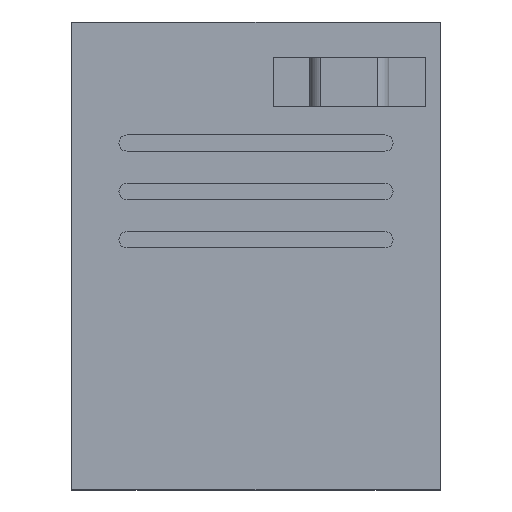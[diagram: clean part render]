
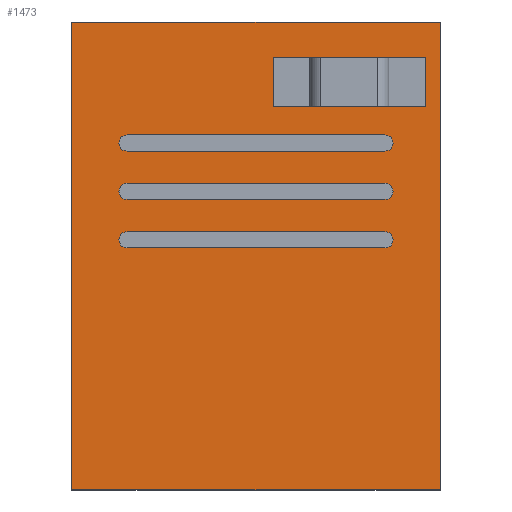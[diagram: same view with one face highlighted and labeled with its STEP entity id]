
A CAD part, front view. The second image highlights one B-rep face of the part: STEP entity #1473.
In plain terms, the highlighted planar face has unit normal (0, -1, 0).
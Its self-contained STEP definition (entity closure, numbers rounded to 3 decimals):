
#692=AXIS2_PLACEMENT_3D('Circle Axis2P3D',#690,#691,$) ;
#740=AXIS2_PLACEMENT_3D('Circle Axis2P3D',#738,#739,$) ;
#1338=AXIS2_PLACEMENT_3D('Plane Axis2P3D',#1335,#1336,#1337) ;
#1407=AXIS2_PLACEMENT_3D('Circle Axis2P3D',#1405,#1406,$) ;
#1423=AXIS2_PLACEMENT_3D('Circle Axis2P3D',#1421,#1422,$) ;
#1441=AXIS2_PLACEMENT_3D('Circle Axis2P3D',#1439,#1440,$) ;
#1457=AXIS2_PLACEMENT_3D('Circle Axis2P3D',#1455,#1456,$) ;
#444=CARTESIAN_POINT('Vertex',(22.86,0.,0.)) ;
#447=CARTESIAN_POINT('Line Origine',(11.43,0.,0.)) ;
#451=CARTESIAN_POINT('Vertex',(0.,0.,0.)) ;
#663=CARTESIAN_POINT('Vertex',(19.422,0.,16.)) ;
#666=CARTESIAN_POINT('Line Origine',(11.43,0.,16.)) ;
#670=CARTESIAN_POINT('Vertex',(3.438,0.,16.)) ;
#690=CARTESIAN_POINT('Axis2P3D Location',(3.438,0.,15.5)) ;
#694=CARTESIAN_POINT('Vertex',(3.438,0.,15.)) ;
#714=CARTESIAN_POINT('Line Origine',(11.43,0.,15.)) ;
#718=CARTESIAN_POINT('Vertex',(19.422,0.,15.)) ;
#738=CARTESIAN_POINT('Axis2P3D Location',(19.422,0.,15.5)) ;
#1335=CARTESIAN_POINT('Axis2P3D Location',(0.,0.,29.)) ;
#1340=CARTESIAN_POINT('Line Origine',(22.86,0.,14.5)) ;
#1344=CARTESIAN_POINT('Vertex',(22.86,0.,29.)) ;
#1347=CARTESIAN_POINT('Line Origine',(11.43,0.,29.)) ;
#1351=CARTESIAN_POINT('Vertex',(0.,0.,29.)) ;
#1354=CARTESIAN_POINT('Line Origine',(0.,0.,14.5)) ;
#1371=CARTESIAN_POINT('Line Origine',(17.205,0.,23.75)) ;
#1375=CARTESIAN_POINT('Vertex',(12.49,0.,23.75)) ;
#1377=CARTESIAN_POINT('Vertex',(21.92,0.,23.75)) ;
#1380=CARTESIAN_POINT('Line Origine',(12.49,0.,25.275)) ;
#1384=CARTESIAN_POINT('Vertex',(12.49,0.,26.8)) ;
#1387=CARTESIAN_POINT('Line Origine',(17.205,0.,26.8)) ;
#1391=CARTESIAN_POINT('Vertex',(21.92,0.,26.8)) ;
#1394=CARTESIAN_POINT('Line Origine',(21.92,0.,25.275)) ;
#1405=CARTESIAN_POINT('Axis2P3D Location',(19.422,0.,18.5)) ;
#1409=CARTESIAN_POINT('Vertex',(19.422,0.,18.)) ;
#1411=CARTESIAN_POINT('Vertex',(19.422,0.,19.)) ;
#1414=CARTESIAN_POINT('Line Origine',(11.43,0.,18.)) ;
#1418=CARTESIAN_POINT('Vertex',(3.438,0.,18.)) ;
#1421=CARTESIAN_POINT('Axis2P3D Location',(3.438,0.,18.5)) ;
#1425=CARTESIAN_POINT('Vertex',(3.438,0.,19.)) ;
#1428=CARTESIAN_POINT('Line Origine',(11.43,0.,19.)) ;
#1439=CARTESIAN_POINT('Axis2P3D Location',(19.422,0.,21.5)) ;
#1443=CARTESIAN_POINT('Vertex',(19.422,0.,21.)) ;
#1445=CARTESIAN_POINT('Vertex',(19.422,0.,22.)) ;
#1448=CARTESIAN_POINT('Line Origine',(11.43,0.,21.)) ;
#1452=CARTESIAN_POINT('Vertex',(3.438,0.,21.)) ;
#1455=CARTESIAN_POINT('Axis2P3D Location',(3.438,0.,21.5)) ;
#1459=CARTESIAN_POINT('Vertex',(3.438,0.,22.)) ;
#1462=CARTESIAN_POINT('Line Origine',(11.43,0.,22.)) ;
#448=DIRECTION('Vector Direction',(1.,0.,0.)) ;
#667=DIRECTION('Vector Direction',(1.,0.,0.)) ;
#691=DIRECTION('Axis2P3D Direction',(0.,-1.,0.)) ;
#715=DIRECTION('Vector Direction',(-1.,0.,0.)) ;
#739=DIRECTION('Axis2P3D Direction',(0.,-1.,0.)) ;
#1336=DIRECTION('Axis2P3D Direction',(0.,-1.,0.)) ;
#1337=DIRECTION('Axis2P3D XDirection',(0.,0.,-1.)) ;
#1341=DIRECTION('Vector Direction',(0.,0.,-1.)) ;
#1348=DIRECTION('Vector Direction',(1.,0.,0.)) ;
#1355=DIRECTION('Vector Direction',(0.,0.,-1.)) ;
#1372=DIRECTION('Vector Direction',(-1.,0.,0.)) ;
#1381=DIRECTION('Vector Direction',(0.,0.,1.)) ;
#1388=DIRECTION('Vector Direction',(1.,0.,0.)) ;
#1395=DIRECTION('Vector Direction',(0.,0.,-1.)) ;
#1406=DIRECTION('Axis2P3D Direction',(0.,-1.,0.)) ;
#1415=DIRECTION('Vector Direction',(-1.,0.,0.)) ;
#1422=DIRECTION('Axis2P3D Direction',(0.,-1.,0.)) ;
#1429=DIRECTION('Vector Direction',(1.,0.,0.)) ;
#1440=DIRECTION('Axis2P3D Direction',(0.,-1.,0.)) ;
#1449=DIRECTION('Vector Direction',(-1.,0.,0.)) ;
#1456=DIRECTION('Axis2P3D Direction',(0.,-1.,0.)) ;
#1463=DIRECTION('Vector Direction',(1.,0.,0.)) ;
#449=VECTOR('Line Direction',#448,1.) ;
#668=VECTOR('Line Direction',#667,1.) ;
#716=VECTOR('Line Direction',#715,1.) ;
#1342=VECTOR('Line Direction',#1341,1.) ;
#1349=VECTOR('Line Direction',#1348,1.) ;
#1356=VECTOR('Line Direction',#1355,1.) ;
#1373=VECTOR('Line Direction',#1372,1.) ;
#1382=VECTOR('Line Direction',#1381,1.) ;
#1389=VECTOR('Line Direction',#1388,1.) ;
#1396=VECTOR('Line Direction',#1395,1.) ;
#1416=VECTOR('Line Direction',#1415,1.) ;
#1430=VECTOR('Line Direction',#1429,1.) ;
#1450=VECTOR('Line Direction',#1449,1.) ;
#1464=VECTOR('Line Direction',#1463,1.) ;
#1360=ORIENTED_EDGE('',*,*,#1346,.T.) ;
#1361=ORIENTED_EDGE('',*,*,#1353,.F.) ;
#1362=ORIENTED_EDGE('',*,*,#1358,.F.) ;
#1363=ORIENTED_EDGE('',*,*,#453,.T.) ;
#1366=ORIENTED_EDGE('',*,*,#742,.F.) ;
#1367=ORIENTED_EDGE('',*,*,#720,.F.) ;
#1368=ORIENTED_EDGE('',*,*,#696,.F.) ;
#1369=ORIENTED_EDGE('',*,*,#672,.F.) ;
#1400=ORIENTED_EDGE('',*,*,#1379,.F.) ;
#1401=ORIENTED_EDGE('',*,*,#1386,.F.) ;
#1402=ORIENTED_EDGE('',*,*,#1393,.F.) ;
#1403=ORIENTED_EDGE('',*,*,#1398,.F.) ;
#1434=ORIENTED_EDGE('',*,*,#1413,.F.) ;
#1435=ORIENTED_EDGE('',*,*,#1420,.F.) ;
#1436=ORIENTED_EDGE('',*,*,#1427,.F.) ;
#1437=ORIENTED_EDGE('',*,*,#1432,.F.) ;
#1468=ORIENTED_EDGE('',*,*,#1447,.F.) ;
#1469=ORIENTED_EDGE('',*,*,#1454,.F.) ;
#1470=ORIENTED_EDGE('',*,*,#1461,.F.) ;
#1471=ORIENTED_EDGE('',*,*,#1466,.F.) ;
#1370=FACE_BOUND('',#1365,.T.) ;
#1404=FACE_BOUND('',#1399,.T.) ;
#1438=FACE_BOUND('',#1433,.T.) ;
#1472=FACE_BOUND('',#1467,.T.) ;
#1473=ADVANCED_FACE('HOUSING',(#1364,#1370,#1404,#1438,#1472),#1339,.T.) ;
#693=CIRCLE('generated circle',#692,0.5) ;
#741=CIRCLE('generated circle',#740,0.5) ;
#1408=CIRCLE('generated circle',#1407,0.5) ;
#1424=CIRCLE('generated circle',#1423,0.5) ;
#1442=CIRCLE('generated circle',#1441,0.5) ;
#1458=CIRCLE('generated circle',#1457,0.5) ;
#453=EDGE_CURVE('',#452,#445,#450,.T.) ;
#672=EDGE_CURVE('',#664,#671,#669,.F.) ;
#696=EDGE_CURVE('',#671,#695,#693,.T.) ;
#720=EDGE_CURVE('',#695,#719,#717,.F.) ;
#742=EDGE_CURVE('',#719,#664,#741,.T.) ;
#1346=EDGE_CURVE('',#445,#1345,#1343,.F.) ;
#1353=EDGE_CURVE('',#1352,#1345,#1350,.T.) ;
#1358=EDGE_CURVE('',#452,#1352,#1357,.F.) ;
#1379=EDGE_CURVE('',#1376,#1378,#1374,.F.) ;
#1386=EDGE_CURVE('',#1385,#1376,#1383,.F.) ;
#1393=EDGE_CURVE('',#1392,#1385,#1390,.F.) ;
#1398=EDGE_CURVE('',#1378,#1392,#1397,.F.) ;
#1413=EDGE_CURVE('',#1410,#1412,#1408,.T.) ;
#1420=EDGE_CURVE('',#1419,#1410,#1417,.F.) ;
#1427=EDGE_CURVE('',#1426,#1419,#1424,.T.) ;
#1432=EDGE_CURVE('',#1412,#1426,#1431,.F.) ;
#1447=EDGE_CURVE('',#1444,#1446,#1442,.T.) ;
#1454=EDGE_CURVE('',#1453,#1444,#1451,.F.) ;
#1461=EDGE_CURVE('',#1460,#1453,#1458,.T.) ;
#1466=EDGE_CURVE('',#1446,#1460,#1465,.F.) ;
#1359=EDGE_LOOP('',(#1360,#1361,#1362,#1363)) ;
#1365=EDGE_LOOP('',(#1366,#1367,#1368,#1369)) ;
#1399=EDGE_LOOP('',(#1400,#1401,#1402,#1403)) ;
#1433=EDGE_LOOP('',(#1434,#1435,#1436,#1437)) ;
#1467=EDGE_LOOP('',(#1468,#1469,#1470,#1471)) ;
#1364=FACE_OUTER_BOUND('',#1359,.T.) ;
#450=LINE('Line',#447,#449) ;
#669=LINE('Line',#666,#668) ;
#717=LINE('Line',#714,#716) ;
#1343=LINE('Line',#1340,#1342) ;
#1350=LINE('Line',#1347,#1349) ;
#1357=LINE('Line',#1354,#1356) ;
#1374=LINE('Line',#1371,#1373) ;
#1383=LINE('Line',#1380,#1382) ;
#1390=LINE('Line',#1387,#1389) ;
#1397=LINE('Line',#1394,#1396) ;
#1417=LINE('Line',#1414,#1416) ;
#1431=LINE('Line',#1428,#1430) ;
#1451=LINE('Line',#1448,#1450) ;
#1465=LINE('Line',#1462,#1464) ;
#1339=PLANE('',#1338) ;
#445=VERTEX_POINT('',#444) ;
#452=VERTEX_POINT('',#451) ;
#664=VERTEX_POINT('',#663) ;
#671=VERTEX_POINT('',#670) ;
#695=VERTEX_POINT('',#694) ;
#719=VERTEX_POINT('',#718) ;
#1345=VERTEX_POINT('',#1344) ;
#1352=VERTEX_POINT('',#1351) ;
#1376=VERTEX_POINT('',#1375) ;
#1378=VERTEX_POINT('',#1377) ;
#1385=VERTEX_POINT('',#1384) ;
#1392=VERTEX_POINT('',#1391) ;
#1410=VERTEX_POINT('',#1409) ;
#1412=VERTEX_POINT('',#1411) ;
#1419=VERTEX_POINT('',#1418) ;
#1426=VERTEX_POINT('',#1425) ;
#1444=VERTEX_POINT('',#1443) ;
#1446=VERTEX_POINT('',#1445) ;
#1453=VERTEX_POINT('',#1452) ;
#1460=VERTEX_POINT('',#1459) ;
